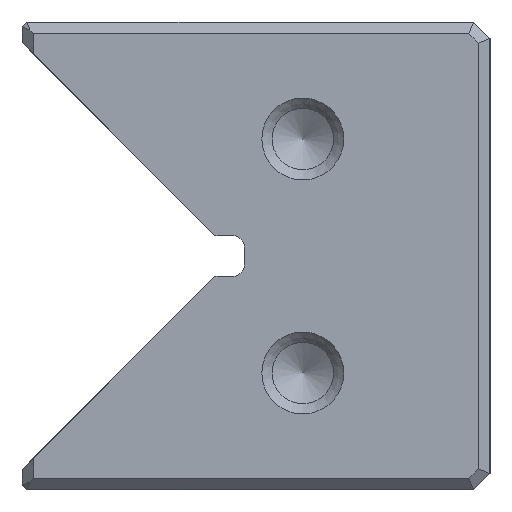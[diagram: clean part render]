
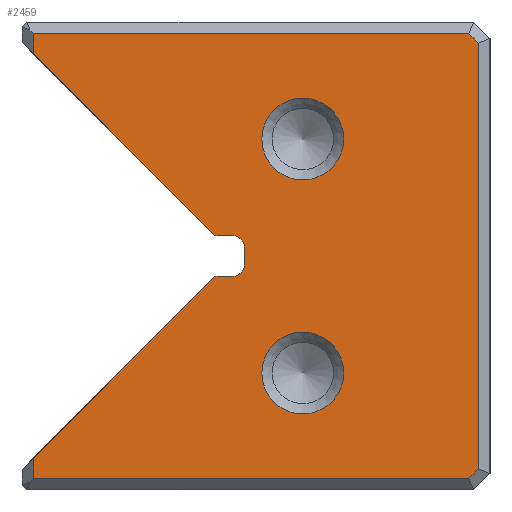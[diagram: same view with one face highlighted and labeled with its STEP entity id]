
A CAD part, left-side view. The second image highlights one B-rep face of the part: STEP entity #2459.
In plain terms, the highlighted planar face has unit normal (-1, 0, 0).
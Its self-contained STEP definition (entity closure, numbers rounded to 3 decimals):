
#2459=ADVANCED_FACE('',(#3327,#3328,#3329),#2826,.T.);
#2826=PLANE('',#8568);
#3068=CIRCLE('',#8564,3.5);
#3069=CIRCLE('',#8565,3.5);
#3070=CIRCLE('',#8566,1.);
#3071=CIRCLE('',#8567,1.);
#3327=FACE_BOUND('',#3473,.T.);
#3328=FACE_BOUND('',#3474,.T.);
#3329=FACE_BOUND('',#3475,.T.);
#3473=EDGE_LOOP('',(#4137));
#3474=EDGE_LOOP('',(#4138));
#3475=EDGE_LOOP('',(#4139,#4140,#4141,#4142,#4143,#4144,#4145,#4146,#4147,
#4148,#4149,#4150,#4151,#4152));
#4137=ORIENTED_EDGE('',*,*,#6557,.T.);
#4138=ORIENTED_EDGE('',*,*,#6558,.T.);
#4139=ORIENTED_EDGE('',*,*,#6559,.T.);
#4140=ORIENTED_EDGE('',*,*,#6560,.T.);
#4141=ORIENTED_EDGE('',*,*,#6561,.T.);
#4142=ORIENTED_EDGE('',*,*,#6562,.T.);
#4143=ORIENTED_EDGE('',*,*,#6563,.T.);
#4144=ORIENTED_EDGE('',*,*,#6564,.T.);
#4145=ORIENTED_EDGE('',*,*,#6565,.T.);
#4146=ORIENTED_EDGE('',*,*,#6566,.T.);
#4147=ORIENTED_EDGE('',*,*,#6567,.T.);
#4148=ORIENTED_EDGE('',*,*,#6568,.T.);
#4149=ORIENTED_EDGE('',*,*,#6569,.T.);
#4150=ORIENTED_EDGE('',*,*,#6570,.T.);
#4151=ORIENTED_EDGE('',*,*,#6571,.F.);
#4152=ORIENTED_EDGE('',*,*,#6572,.F.);
#5941=VERTEX_POINT('',#10945);
#5942=VERTEX_POINT('',#10947);
#5943=VERTEX_POINT('',#10949);
#5944=VERTEX_POINT('',#10950);
#5945=VERTEX_POINT('',#10952);
#5946=VERTEX_POINT('',#10954);
#5947=VERTEX_POINT('',#10956);
#5948=VERTEX_POINT('',#10958);
#5949=VERTEX_POINT('',#10960);
#5950=VERTEX_POINT('',#10962);
#5951=VERTEX_POINT('',#10964);
#5952=VERTEX_POINT('',#10966);
#5953=VERTEX_POINT('',#10968);
#5954=VERTEX_POINT('',#10970);
#5955=VERTEX_POINT('',#10972);
#5956=VERTEX_POINT('',#10974);
#6557=EDGE_CURVE('',#5941,#5941,#3068,.T.);
#6558=EDGE_CURVE('',#5942,#5942,#3069,.T.);
#6559=EDGE_CURVE('',#5943,#5944,#7377,.T.);
#6560=EDGE_CURVE('',#5944,#5945,#7378,.T.);
#6561=EDGE_CURVE('',#5945,#5946,#7379,.T.);
#6562=EDGE_CURVE('',#5946,#5947,#7380,.T.);
#6563=EDGE_CURVE('',#5947,#5948,#7381,.T.);
#6564=EDGE_CURVE('',#5948,#5949,#7382,.T.);
#6565=EDGE_CURVE('',#5949,#5950,#7383,.T.);
#6566=EDGE_CURVE('',#5950,#5951,#7384,.T.);
#6567=EDGE_CURVE('',#5951,#5952,#7385,.T.);
#6568=EDGE_CURVE('',#5952,#5953,#3070,.T.);
#6569=EDGE_CURVE('',#5953,#5954,#7386,.T.);
#6570=EDGE_CURVE('',#5954,#5955,#3071,.T.);
#6571=EDGE_CURVE('',#5956,#5955,#7387,.T.);
#6572=EDGE_CURVE('',#5943,#5956,#7388,.T.);
#7377=LINE('',#10948,#8047);
#7378=LINE('',#10951,#8048);
#7379=LINE('',#10953,#8049);
#7380=LINE('',#10955,#8050);
#7381=LINE('',#10957,#8051);
#7382=LINE('',#10959,#8052);
#7383=LINE('',#10961,#8053);
#7384=LINE('',#10963,#8054);
#7385=LINE('',#10965,#8055);
#7386=LINE('',#10969,#8056);
#7387=LINE('',#10973,#8057);
#7388=LINE('',#10975,#8058);
#8047=VECTOR('',#9071,1.);
#8048=VECTOR('',#9072,1.);
#8049=VECTOR('',#9073,1.);
#8050=VECTOR('',#9074,1.);
#8051=VECTOR('',#9075,1.);
#8052=VECTOR('',#9076,1.);
#8053=VECTOR('',#9077,1.);
#8054=VECTOR('',#9078,1.);
#8055=VECTOR('',#9079,1.);
#8056=VECTOR('',#9082,1.);
#8057=VECTOR('',#9085,1.);
#8058=VECTOR('',#9086,1.);
#8564=AXIS2_PLACEMENT_3D('',#10944,#9067,#9068);
#8565=AXIS2_PLACEMENT_3D('',#10946,#9069,#9070);
#8566=AXIS2_PLACEMENT_3D('',#10967,#9080,#9081);
#8567=AXIS2_PLACEMENT_3D('',#10971,#9083,#9084);
#8568=AXIS2_PLACEMENT_3D('',#10976,#9087,#9088);
#9067=DIRECTION('',(1.,0.,0.));
#9068=DIRECTION('',(0.,0.,1.));
#9069=DIRECTION('',(1.,0.,0.));
#9070=DIRECTION('',(0.,0.,1.));
#9071=DIRECTION('',(0.,0.,-1.));
#9072=DIRECTION('',(0.,-1.,0.));
#9073=DIRECTION('',(0.,-0.707,0.707));
#9074=DIRECTION('',(0.,0.,1.));
#9075=DIRECTION('',(0.,0.707,0.707));
#9076=DIRECTION('',(0.,1.,0.));
#9077=DIRECTION('',(0.,0.,-1.));
#9078=DIRECTION('',(0.,-0.707,-0.707));
#9079=DIRECTION('',(0.,-1.,0.));
#9080=DIRECTION('',(1.,0.,0.));
#9081=DIRECTION('',(0.,0.,1.));
#9082=DIRECTION('',(0.,0.,-1.));
#9083=DIRECTION('',(1.,0.,0.));
#9084=DIRECTION('',(0.,0.,1.));
#9085=DIRECTION('',(0.,-1.,0.));
#9086=DIRECTION('',(0.,-0.707,0.707));
#9087=DIRECTION('',(-1.,0.,0.));
#9088=DIRECTION('',(0.,0.,-1.));
#10944=CARTESIAN_POINT('',(0.,16.,30.));
#10945=CARTESIAN_POINT('',(0.,16.,33.5));
#10946=CARTESIAN_POINT('',(0.,16.,10.));
#10947=CARTESIAN_POINT('',(0.,16.,13.5));
#10948=CARTESIAN_POINT('',(0.,39.,0.));
#10949=CARTESIAN_POINT('',(0.,39.,2.758));
#10950=CARTESIAN_POINT('',(0.,39.,1.));
#10951=CARTESIAN_POINT('',(0.,20.,1.));
#10952=CARTESIAN_POINT('',(0.,1.814,1.));
#10953=CARTESIAN_POINT('',(0.,11.407,-8.593));
#10954=CARTESIAN_POINT('',(0.,1.,1.814));
#10955=CARTESIAN_POINT('',(0.,1.,0.));
#10956=CARTESIAN_POINT('',(0.,1.,38.186));
#10957=CARTESIAN_POINT('',(0.,-8.593,28.593));
#10958=CARTESIAN_POINT('',(0.,1.814,39.));
#10959=CARTESIAN_POINT('',(0.,20.,39.));
#10960=CARTESIAN_POINT('',(0.,39.,39.));
#10961=CARTESIAN_POINT('',(0.,39.,0.));
#10962=CARTESIAN_POINT('',(0.,39.,37.242));
#10963=CARTESIAN_POINT('',(0.,40.,38.242));
#10964=CARTESIAN_POINT('',(0.,23.508,21.75));
#10965=CARTESIAN_POINT('',(0.,21.,21.75));
#10966=CARTESIAN_POINT('',(0.,22.,21.75));
#10967=CARTESIAN_POINT('',(0.,22.,20.75));
#10968=CARTESIAN_POINT('',(0.,21.,20.75));
#10969=CARTESIAN_POINT('',(0.,21.,21.75));
#10970=CARTESIAN_POINT('',(0.,21.,19.25));
#10971=CARTESIAN_POINT('',(0.,22.,19.25));
#10972=CARTESIAN_POINT('',(0.,22.,18.25));
#10973=CARTESIAN_POINT('',(0.,21.,18.25));
#10974=CARTESIAN_POINT('',(0.,23.508,18.25));
#10975=CARTESIAN_POINT('',(0.,40.,1.758));
#10976=CARTESIAN_POINT('',(0.,20.,0.));
